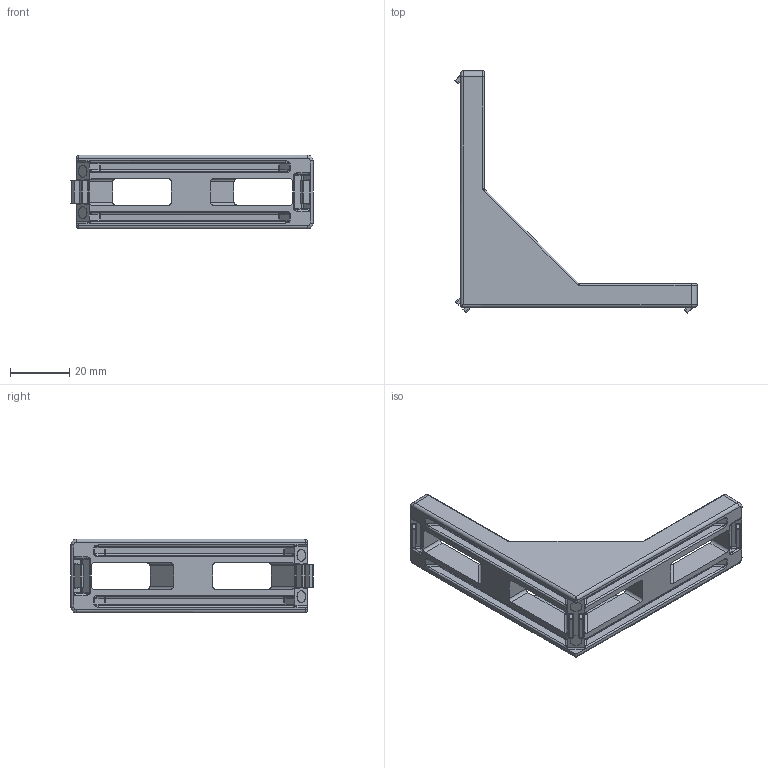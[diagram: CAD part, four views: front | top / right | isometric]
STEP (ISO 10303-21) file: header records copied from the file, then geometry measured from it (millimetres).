
FILE_DESCRIPTION (( 'STEP AP214' ), '1' );
FILE_NAME ('084.305.044.STEP', '2019-03-05T13:34:17', ( '' ), ( '' ), 'SwSTEP 2.0', 'SolidWorks 2018', '' );
FILE_SCHEMA (( 'AUTOMOTIVE_DESIGN' ));
Length unit declared in the file: millimetre
Products named in the file (1): 084.305.044
Bounding box: 81.9 x 81.9 x 25 mm (x, y, z)
Volume: 23109.7 mm3; surface area: 14364.4 mm2
Topology: 1 solids, 1 shells, 344 faces, 810 edges, 448 vertices
Faces by surface type: cylinder 162, plane 81, sphere 38, bspline 34, torus 29
Entity records: 10117 total; most frequent: CARTESIAN_POINT 2663, DIRECTION 1601, ORIENTED_EDGE 1556, EDGE_CURVE 778, AXIS2_PLACEMENT_3D 614, VERTEX_POINT 438, LINE 373, VECTOR 373
